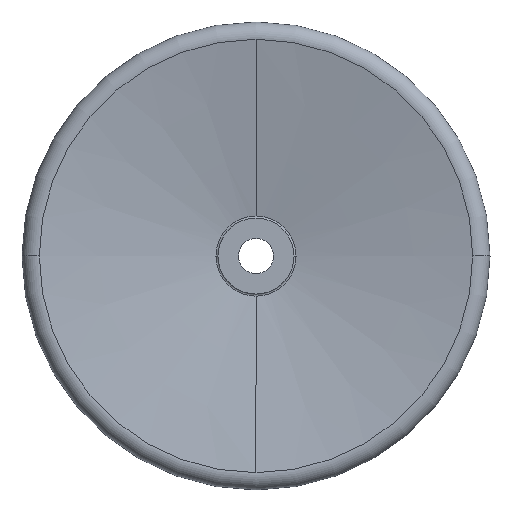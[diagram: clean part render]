
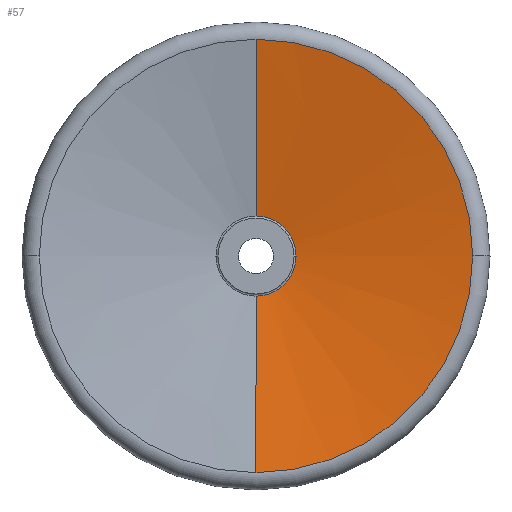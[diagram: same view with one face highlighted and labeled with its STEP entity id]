
A CAD part, top view. The second image highlights one B-rep face of the part: STEP entity #57.
In plain terms, the highlighted conical face has half-angle 79.505 degrees and reference radius 109.748 mm.
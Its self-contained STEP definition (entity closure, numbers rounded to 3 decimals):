
#57=ADVANCED_FACE('',(#128),#129,.F.);
#128=FACE_OUTER_BOUND('',#213,.T.);
#129=CONICAL_SURFACE('',#214,109.748,1.388);
#213=EDGE_LOOP('',(#316,#317,#318,#319,#320,#321));
#214=AXIS2_PLACEMENT_3D('',#322,#323,#324);
#316=ORIENTED_EDGE('',*,*,#531,.F.);
#317=ORIENTED_EDGE('',*,*,#532,.F.);
#318=ORIENTED_EDGE('',*,*,#527,.F.);
#319=ORIENTED_EDGE('',*,*,#533,.F.);
#320=ORIENTED_EDGE('',*,*,#534,.T.);
#321=ORIENTED_EDGE('',*,*,#535,.T.);
#322=CARTESIAN_POINT('',(0.,0.0,48.81));
#323=DIRECTION('',(0.,-0.0,1.0));
#324=DIRECTION('',(0.0,1.0,0.0));
#527=EDGE_CURVE('',#627,#629,#630,.T.);
#531=EDGE_CURVE('',#635,#636,#637,.T.);
#532=EDGE_CURVE('',#629,#635,#638,.T.);
#533=EDGE_CURVE('',#639,#627,#640,.T.);
#534=EDGE_CURVE('',#639,#641,#642,.T.);
#535=EDGE_CURVE('',#641,#636,#643,.T.);
#627=VERTEX_POINT('',#762);
#629=VERTEX_POINT('',#764);
#630=CIRCLE('',#765,34.273);
#635=VERTEX_POINT('',#770);
#636=VERTEX_POINT('',#771);
#637=LINE('',#772,#773);
#638=CIRCLE('',#774,34.273);
#639=VERTEX_POINT('',#775);
#640=LINE('',#776,#777);
#641=VERTEX_POINT('',#778);
#642=CIRCLE('',#779,185.223);
#643=CIRCLE('',#780,185.223);
#762=CARTESIAN_POINT('',(0.,-34.273,34.828));
#764=CARTESIAN_POINT('',(34.273,0.,34.828));
#765=AXIS2_PLACEMENT_3D('',#915,#916,#917);
#770=CARTESIAN_POINT('',(0.,34.273,34.828));
#771=CARTESIAN_POINT('',(0.,185.223,62.791));
#772=CARTESIAN_POINT('',(0.,109.748,48.81));
#773=VECTOR('',#924,1.0);
#774=AXIS2_PLACEMENT_3D('',#925,#926,#927);
#775=CARTESIAN_POINT('',(0.,-185.223,62.791));
#776=CARTESIAN_POINT('',(0.,-109.748,48.81));
#777=VECTOR('',#928,1.0);
#778=CARTESIAN_POINT('',(185.223,0.,62.791));
#779=AXIS2_PLACEMENT_3D('',#929,#930,#931);
#780=AXIS2_PLACEMENT_3D('',#932,#933,#934);
#915=CARTESIAN_POINT('',(0.,0.0,34.828));
#916=DIRECTION('',(0.,-0.0,1.0));
#917=DIRECTION('',(0.0,1.0,0.0));
#924=DIRECTION('',(0.,0.983,0.182));
#925=CARTESIAN_POINT('',(0.,0.0,34.828));
#926=DIRECTION('',(0.,-0.0,1.0));
#927=DIRECTION('',(0.0,1.0,0.0));
#928=DIRECTION('',(0.,0.983,-0.182));
#929=CARTESIAN_POINT('',(0.,0.0,62.791));
#930=DIRECTION('',(0.,-0.0,1.0));
#931=DIRECTION('',(0.0,1.0,0.0));
#932=CARTESIAN_POINT('',(0.,0.0,62.791));
#933=DIRECTION('',(0.,-0.0,1.0));
#934=DIRECTION('',(0.0,1.0,0.0));
